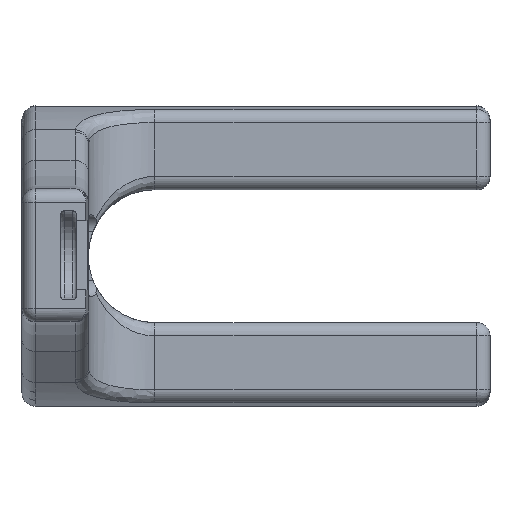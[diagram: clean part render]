
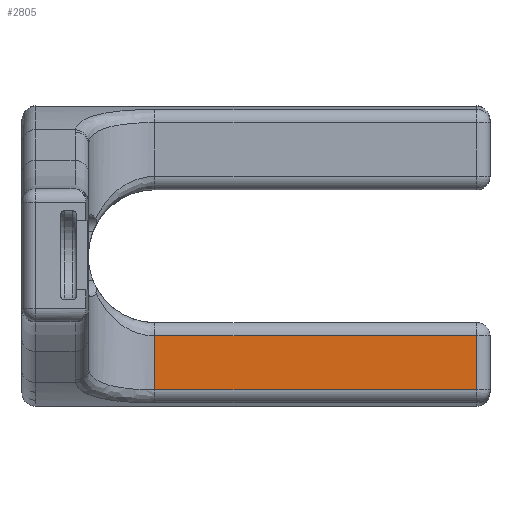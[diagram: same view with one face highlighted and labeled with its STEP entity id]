
A CAD part, top view. The second image highlights one B-rep face of the part: STEP entity #2805.
In plain terms, the highlighted planar face has unit normal (0, 0, 1).
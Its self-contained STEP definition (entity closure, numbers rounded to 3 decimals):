
#102=PLANE('',#3170);
#222=LINE('',#5067,#399);
#258=LINE('',#5240,#435);
#259=LINE('',#5247,#436);
#274=LINE('',#5505,#451);
#399=VECTOR('',#3786,10.);
#435=VECTOR('',#3910,10.);
#436=VECTOR('',#3921,10.);
#451=VECTOR('',#4036,10.);
#741=FACE_OUTER_BOUND('',#924,.T.);
#924=EDGE_LOOP('',(#2571,#2572,#2573,#2574));
#1322=VERTEX_POINT('',#5045);
#1324=VERTEX_POINT('',#5059);
#1355=VERTEX_POINT('',#5235);
#1356=VERTEX_POINT('',#5242);
#1669=EDGE_CURVE('',#1324,#1322,#222,.T.);
#1726=EDGE_CURVE('',#1322,#1355,#258,.T.);
#1730=EDGE_CURVE('',#1356,#1324,#259,.T.);
#1779=EDGE_CURVE('',#1355,#1356,#274,.T.);
#2571=ORIENTED_EDGE('',*,*,#1730,.F.);
#2572=ORIENTED_EDGE('',*,*,#1779,.F.);
#2573=ORIENTED_EDGE('',*,*,#1726,.F.);
#2574=ORIENTED_EDGE('',*,*,#1669,.F.);
#2805=ADVANCED_FACE('',(#741),#102,.T.);
#3170=AXIS2_PLACEMENT_3D('',#5516,#4053,#4054);
#3786=DIRECTION('',(0.,1.,0.));
#3910=DIRECTION('',(1.,0.,0.));
#3921=DIRECTION('',(-1.,0.,0.));
#4036=DIRECTION('',(0.,-1.,0.));
#4053=DIRECTION('center_axis',(0.,0.,1.));
#4054=DIRECTION('ref_axis',(0.,-1.,0.));
#5045=CARTESIAN_POINT('',(28.,-24.011,-100.));
#5059=CARTESIAN_POINT('',(28.,-40.291,-100.));
#5067=CARTESIAN_POINT('',(28.,-10.,-100.));
#5235=CARTESIAN_POINT('',(125.,-24.011,-100.));
#5240=CARTESIAN_POINT('',(8.,-24.011,-100.));
#5242=CARTESIAN_POINT('',(125.,-40.291,-100.));
#5247=CARTESIAN_POINT('',(8.,-40.291,-100.));
#5505=CARTESIAN_POINT('',(125.,-26.25,-100.));
#5516=CARTESIAN_POINT('Origin',(8.,-20.,-100.));
